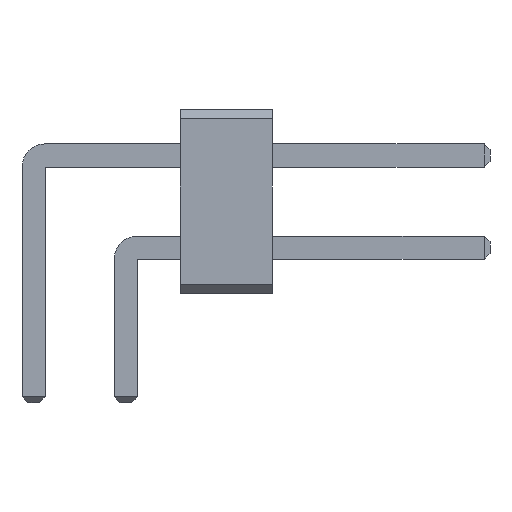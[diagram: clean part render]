
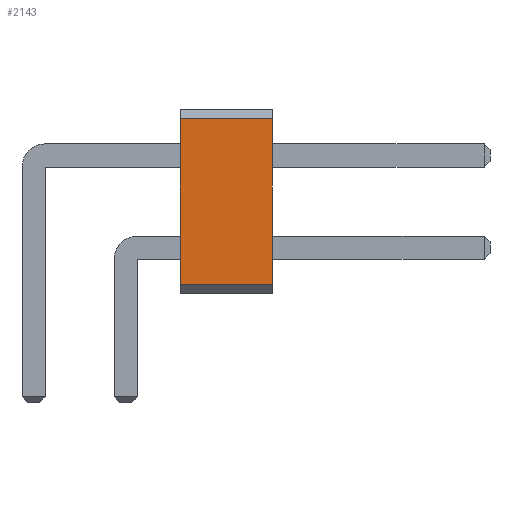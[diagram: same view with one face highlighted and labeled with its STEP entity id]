
A CAD part, front view. The second image highlights one B-rep face of the part: STEP entity #2143.
In plain terms, the highlighted planar face has unit normal (0, -1, 0).
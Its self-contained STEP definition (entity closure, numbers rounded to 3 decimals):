
#13=DIRECTION('',(0.,0.,1.));
#27=VECTOR('',#28,1.);
#28=DIRECTION('',(1.,0.,0.));
#57=DIRECTION('',(0.,-1.,0.));
#2130=VERTEX_POINT('',#2131);
#2131=CARTESIAN_POINT('',(6.58,-92.71,0.254));
#2134=EDGE_CURVE('',#2135,#2130,#2137,.T.);
#2135=VERTEX_POINT('',#2136);
#2136=CARTESIAN_POINT('',(4.04,-92.71,0.254));
#2137=LINE('',#2136,#27);
#2143=ADVANCED_FACE('',(#2144),#2161,.T.);
#2144=FACE_BOUND('',#2145,.T.);
#2145=EDGE_LOOP('',(#2146,#2147,#2153,#2158));
#2146=ORIENTED_EDGE('',*,*,#2134,.T.);
#2147=ORIENTED_EDGE('',*,*,#2148,.T.);
#2148=EDGE_CURVE('',#2130,#2149,#2151,.T.);
#2149=VERTEX_POINT('',#2150);
#2150=CARTESIAN_POINT('',(6.58,-92.71,4.826));
#2151=LINE('',#2131,#2152);
#2152=VECTOR('',#13,1.);
#2153=ORIENTED_EDGE('',*,*,#2154,.F.);
#2154=EDGE_CURVE('',#2155,#2149,#2157,.T.);
#2155=VERTEX_POINT('',#2156);
#2156=CARTESIAN_POINT('',(4.04,-92.71,4.826));
#2157=LINE('',#2156,#27);
#2158=ORIENTED_EDGE('',*,*,#2159,.F.);
#2159=EDGE_CURVE('',#2135,#2155,#2160,.T.);
#2160=LINE('',#2136,#2152);
#2161=PLANE('',#2162);
#2162=AXIS2_PLACEMENT_3D('',#2136,#57,#13);
